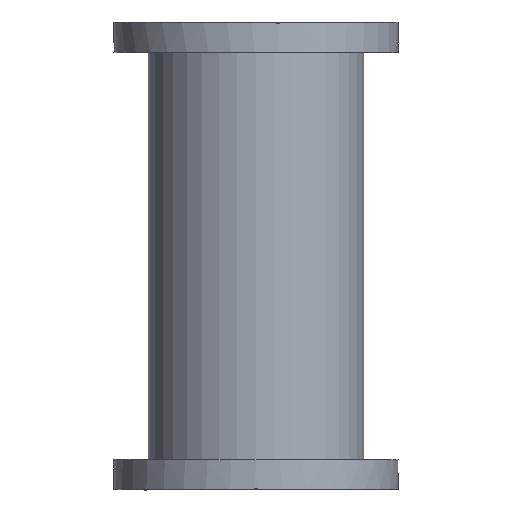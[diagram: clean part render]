
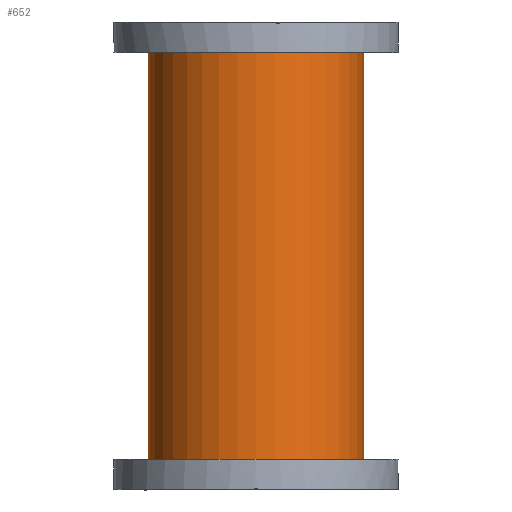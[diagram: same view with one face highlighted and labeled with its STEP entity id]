
A CAD part, left-side view. The second image highlights one B-rep face of the part: STEP entity #652.
In plain terms, the highlighted cylindrical face has radius 77 mm (diameter 154 mm), a full revolution.
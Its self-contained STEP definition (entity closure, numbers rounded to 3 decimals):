
#458=CARTESIAN_POINT('',(68.586,35.,342.5));
#459=VERTEX_POINT('',#458);
#466=CARTESIAN_POINT('',(68.586,35.,342.5));
#467=CARTESIAN_POINT('',(68.586,35.,342.152));
#468=CARTESIAN_POINT('',(68.588,34.995,341.805));
#469=CARTESIAN_POINT('',(68.594,34.984,341.457));
#470=CARTESIAN_POINT('',(68.615,34.942,340.049));
#471=CARTESIAN_POINT('',(68.68,34.815,338.642));
#472=CARTESIAN_POINT('',(68.786,34.604,337.251));
#473=CARTESIAN_POINT('',(69.007,34.166,334.362));
#474=CARTESIAN_POINT('',(69.403,33.372,331.562));
#475=CARTESIAN_POINT('',(69.92,32.251,328.904));
#476=CARTESIAN_POINT('',(70.271,31.491,327.101));
#477=CARTESIAN_POINT('',(70.674,30.584,325.372));
#478=CARTESIAN_POINT('',(71.106,29.545,323.736));
#479=CARTESIAN_POINT('',(71.924,27.578,320.639));
#480=CARTESIAN_POINT('',(72.843,25.132,317.867));
#481=CARTESIAN_POINT('',(73.697,22.312,315.534));
#482=CARTESIAN_POINT('',(74.254,20.472,314.011));
#483=CARTESIAN_POINT('',(74.783,18.472,312.674));
#484=CARTESIAN_POINT('',(75.246,16.341,311.549));
#485=CARTESIAN_POINT('',(75.608,14.676,310.67));
#486=CARTESIAN_POINT('',(75.928,12.929,309.921));
#487=CARTESIAN_POINT('',(76.191,11.133,309.318));
#488=CARTESIAN_POINT('',(76.46,9.29,308.699));
#489=CARTESIAN_POINT('',(76.669,7.391,308.233));
#490=CARTESIAN_POINT('',(76.807,5.452,307.927));
#491=CARTESIAN_POINT('',(76.902,4.104,307.715));
#492=CARTESIAN_POINT('',(76.963,2.74,307.581));
#493=CARTESIAN_POINT('',(76.988,1.376,307.527));
#494=CARTESIAN_POINT('',(77.014,-0.07,307.47));
#495=CARTESIAN_POINT('',(76.999,-1.521,307.503));
#496=CARTESIAN_POINT('',(76.943,-2.964,307.626));
#497=CARTESIAN_POINT('',(76.852,-5.325,307.826));
#498=CARTESIAN_POINT('',(76.653,-7.649,308.265));
#499=CARTESIAN_POINT('',(76.36,-9.906,308.931));
#500=CARTESIAN_POINT('',(76.166,-11.406,309.374));
#501=CARTESIAN_POINT('',(75.93,-12.872,309.916));
#502=CARTESIAN_POINT('',(75.663,-14.288,310.549));
#503=CARTESIAN_POINT('',(75.267,-16.384,311.486));
#504=CARTESIAN_POINT('',(74.8,-18.377,312.626));
#505=CARTESIAN_POINT('',(74.293,-20.237,313.944));
#506=CARTESIAN_POINT('',(73.584,-22.839,315.788));
#507=CARTESIAN_POINT('',(72.801,-25.172,317.976));
#508=CARTESIAN_POINT('',(72.046,-27.174,320.442));
#509=CARTESIAN_POINT('',(71.391,-28.909,322.579));
#510=CARTESIAN_POINT('',(70.76,-30.393,324.924));
#511=CARTESIAN_POINT('',(70.223,-31.586,327.423));
#512=CARTESIAN_POINT('',(69.792,-32.546,329.434));
#513=CARTESIAN_POINT('',(69.421,-33.318,331.545));
#514=CARTESIAN_POINT('',(69.144,-33.884,333.733));
#515=CARTESIAN_POINT('',(68.963,-34.252,335.156));
#516=CARTESIAN_POINT('',(68.823,-34.532,336.606));
#517=CARTESIAN_POINT('',(68.729,-34.718,338.069));
#518=CARTESIAN_POINT('',(68.597,-34.979,340.112));
#519=CARTESIAN_POINT('',(68.555,-35.059,342.192));
#520=CARTESIAN_POINT('',(68.608,-34.956,344.253));
#521=CARTESIAN_POINT('',(68.641,-34.892,345.521));
#522=CARTESIAN_POINT('',(68.708,-34.76,346.784));
#523=CARTESIAN_POINT('',(68.809,-34.559,348.036));
#524=CARTESIAN_POINT('',(69.029,-34.121,350.773));
#525=CARTESIAN_POINT('',(69.406,-33.364,353.423));
#526=CARTESIAN_POINT('',(69.891,-32.316,355.943));
#527=CARTESIAN_POINT('',(70.269,-31.497,357.909));
#528=CARTESIAN_POINT('',(70.713,-30.501,359.797));
#529=CARTESIAN_POINT('',(71.187,-29.349,361.57));
#530=CARTESIAN_POINT('',(71.884,-27.659,364.171));
#531=CARTESIAN_POINT('',(72.65,-25.63,366.535));
#532=CARTESIAN_POINT('',(73.383,-23.322,368.597));
#533=CARTESIAN_POINT('',(74.038,-21.26,370.44));
#534=CARTESIAN_POINT('',(74.667,-18.979,372.039));
#535=CARTESIAN_POINT('',(75.206,-16.523,373.354));
#536=CARTESIAN_POINT('',(75.497,-15.201,374.062));
#537=CARTESIAN_POINT('',(75.762,-13.827,374.689));
#538=CARTESIAN_POINT('',(75.993,-12.411,375.226));
#539=CARTESIAN_POINT('',(76.373,-10.084,376.108));
#540=CARTESIAN_POINT('',(76.658,-7.663,376.743));
#541=CARTESIAN_POINT('',(76.825,-5.184,377.114));
#542=CARTESIAN_POINT('',(76.922,-3.746,377.329));
#543=CARTESIAN_POINT('',(76.98,-2.288,377.455));
#544=CARTESIAN_POINT('',(76.995,-0.833,377.49));
#545=CARTESIAN_POINT('',(77.012,0.713,377.527));
#546=CARTESIAN_POINT('',(76.982,2.262,377.461));
#547=CARTESIAN_POINT('',(76.906,3.8,377.293));
#548=CARTESIAN_POINT('',(76.792,6.101,377.042));
#549=CARTESIAN_POINT('',(76.577,8.359,376.565));
#550=CARTESIAN_POINT('',(76.274,10.545,375.874));
#551=CARTESIAN_POINT('',(76.055,12.131,375.373));
#552=CARTESIAN_POINT('',(75.79,13.679,374.758));
#553=CARTESIAN_POINT('',(75.492,15.167,374.043));
#554=CARTESIAN_POINT('',(75.004,17.594,372.876));
#555=CARTESIAN_POINT('',(74.424,19.87,371.437));
#556=CARTESIAN_POINT('',(73.805,21.95,369.761));
#557=CARTESIAN_POINT('',(73.118,24.259,367.902));
#558=CARTESIAN_POINT('',(72.386,26.323,365.757));
#559=CARTESIAN_POINT('',(71.693,28.09,363.379));
#560=CARTESIAN_POINT('',(71.107,29.587,361.365));
#561=CARTESIAN_POINT('',(70.551,30.868,359.19));
#562=CARTESIAN_POINT('',(70.079,31.906,356.888));
#563=CARTESIAN_POINT('',(69.747,32.635,355.271));
#564=CARTESIAN_POINT('',(69.456,33.244,353.593));
#565=CARTESIAN_POINT('',(69.222,33.724,351.864));
#566=CARTESIAN_POINT('',(69.022,34.135,350.385));
#567=CARTESIAN_POINT('',(68.865,34.449,348.877));
#568=CARTESIAN_POINT('',(68.757,34.662,347.352));
#569=CARTESIAN_POINT('',(68.644,34.886,345.75));
#570=CARTESIAN_POINT('',(68.586,35.,344.124));
#571=CARTESIAN_POINT('',(68.586,35.,342.5));
#572=B_SPLINE_CURVE_WITH_KNOTS('',3,(#466,#467,#468,#469,#470,#471,#472,#473,#474,#475,#476,#477,#478,#479,#480,#481,#482,#483,#484,#485,#486,#487,#488,#489,#490,#491,#492,#493,#494,#495,#496,#497,#498,#499,#500,#501,#502,#503,#504,#505,#506,#507,#508,#509,#510,#511,#512,#513,#514,#515,#516,#517,#518,#519,#520,#521,#522,#523,#524,#525,#526,#527,#528,#529,#530,#531,#532,#533,#534,#535,#536,#537,#538,#539,#540,#541,#542,#543,#544,#545,#546,#547,#548,#549,#550,#551,#552,#553,#554,#555,#556,#557,#558,#559,#560,#561,#562,#563,#564,#565,#566,#567,#568,#569,#570,#571),.UNSPECIFIED.,.T.,.U.,(4,3,3,3,3,3,3,3,3,3,3,3,3,3,3,3,3,3,3,3,3,3,3,3,3,3,3,3,3,3,3,3,3,3,3,4),(2.267,2.372,2.795,3.675,4.271,5.4,6.136,6.712,7.302,7.712,8.147,8.858,9.331,10.031,11.011,11.86,12.543,12.987,13.608,13.99,14.823,15.474,16.429,17.282,17.741,18.496,18.934,19.398,20.093,20.597,21.42,22.332,23.105,23.648,24.112,24.6),.UNSPECIFIED.);
#573=EDGE_CURVE('',#459,#459,#572,.T.);
#584=CARTESIAN_POINT('',(-77.,0.,185.));
#585=VERTEX_POINT('',#584);
#586=CARTESIAN_POINT('',(0.0,0.0,185.));
#587=DIRECTION('',(0.0,0.0,1.0));
#588=DIRECTION('',(-1.0,0.0,0.0));
#589=AXIS2_PLACEMENT_3D('',#586,#587,#588);
#590=CIRCLE('',#589,77.);
#591=EDGE_CURVE('',#585,#585,#590,.T.);
#630=CARTESIAN_POINT('',(0.0,0.0,0.0));
#631=DIRECTION('',(0.0,0.0,1.0));
#632=DIRECTION('',(-1.0,0.0,0.0));
#633=AXIS2_PLACEMENT_3D('',#630,#631,#632);
#634=CYLINDRICAL_SURFACE('',#633,77.);
#635=ORIENTED_EDGE('',*,*,#591,.T.);
#636=EDGE_LOOP('',(#635));
#637=FACE_OUTER_BOUND('',#636,.T.);
#638=ORIENTED_EDGE('',*,*,#573,.T.);
#639=EDGE_LOOP('',(#638));
#640=FACE_BOUND('',#639,.T.);
#641=CARTESIAN_POINT('',(77.,0.,500.0));
#642=VERTEX_POINT('',#641);
#643=CARTESIAN_POINT('',(0.0,0.0,500.0));
#644=DIRECTION('',(0.0,0.0,-1.0));
#645=DIRECTION('',(-1.0,0.0,0.0));
#646=AXIS2_PLACEMENT_3D('',#643,#644,#645);
#647=CIRCLE('',#646,77.);
#648=EDGE_CURVE('',#642,#642,#647,.T.);
#649=ORIENTED_EDGE('',*,*,#648,.T.);
#650=EDGE_LOOP('',(#649));
#651=FACE_BOUND('',#650,.T.);
#652=ADVANCED_FACE('',(#637,#640,#651),#634,.T.);
